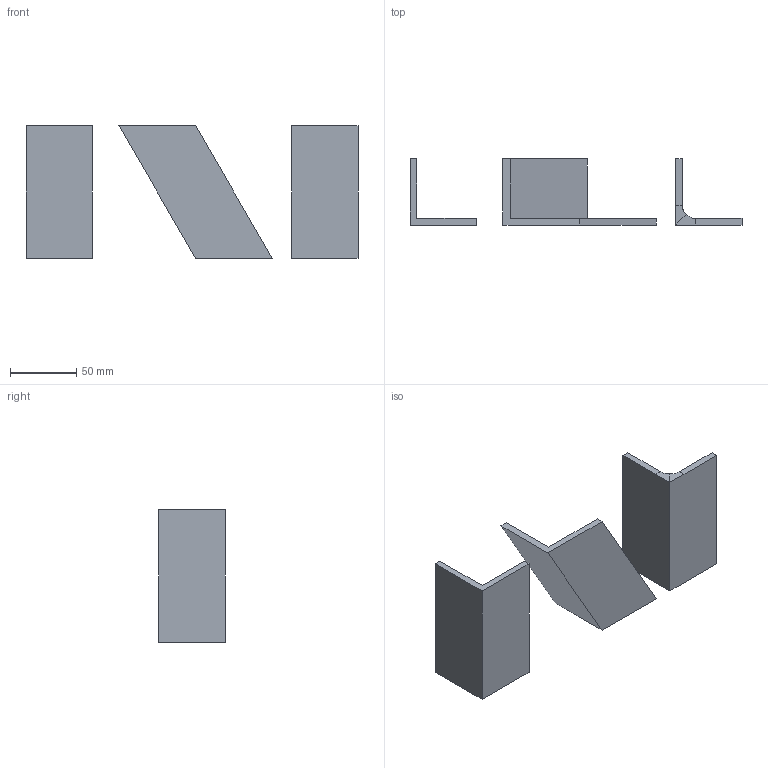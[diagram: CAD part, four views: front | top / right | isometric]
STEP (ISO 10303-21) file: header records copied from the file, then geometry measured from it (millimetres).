
FILE_DESCRIPTION (( 'STEP AP214' ), '1' );
FILE_NAME ('gmsh_extrude.STEP', '2023-10-16T12:13:09', ( '' ), ( '' ), 'SwSTEP 2.0', 'SolidWorks 2022', '' );
FILE_SCHEMA (( 'AUTOMOTIVE_DESIGN' ));
Length unit declared in the file: millimetre
Products named in the file (1): gmsh_extrude
Bounding box: 250 x 50 x 100 mm (x, y, z)
Volume: 151994.3 mm3; surface area: 65704.7 mm2
Topology: 3 solids, 3 shells, 28 faces, 63 edges, 41 vertices
Faces by surface type: plane 27, cylinder 1
Entity records: 818 total; most frequent: CARTESIAN_POINT 133, ORIENTED_EDGE 126, DIRECTION 124, EDGE_CURVE 63, VECTOR 60, LINE 60, VERTEX_POINT 41, AXIS2_PLACEMENT_3D 32
